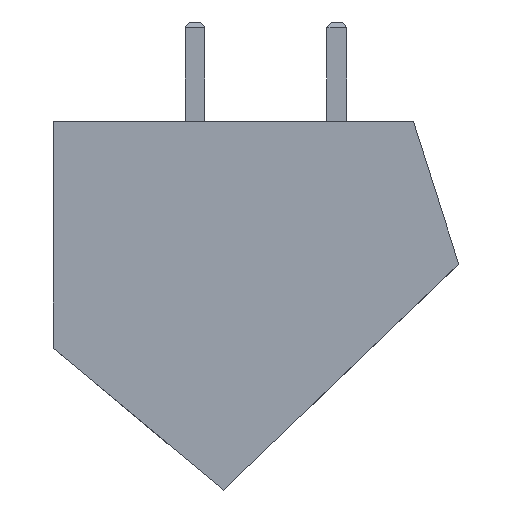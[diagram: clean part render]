
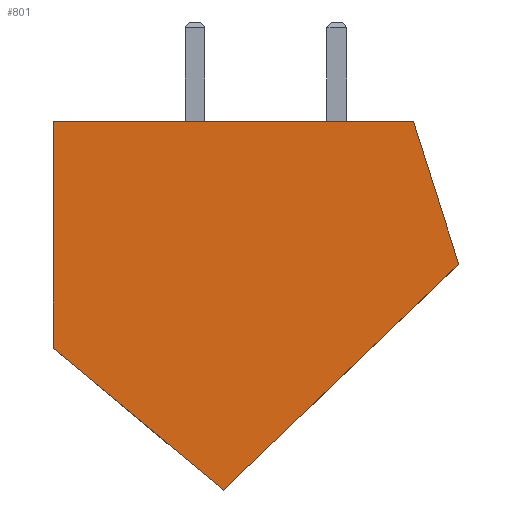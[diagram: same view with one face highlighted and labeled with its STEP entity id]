
A CAD part, left-side view. The second image highlights one B-rep face of the part: STEP entity #801.
In plain terms, the highlighted planar face has unit normal (-1, 0, 0).
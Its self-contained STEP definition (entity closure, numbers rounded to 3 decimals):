
#134 = VERTEX_POINT ( 'NONE', #527 ) ;
#175 = VERTEX_POINT ( 'NONE', #272 ) ;
#239 = ORIENTED_EDGE ( 'NONE', *, *, #325, .F. ) ;
#243 = LINE ( 'NONE', #1453, #782 ) ;
#272 = CARTESIAN_POINT ( 'NONE',  ( -2.5, 8., 6.35 ) ) ;
#321 = PLANE ( 'NONE',  #1568 ) ;
#325 = EDGE_CURVE ( 'NONE', #175, #1315, #243, .T. ) ;
#396 = CARTESIAN_POINT ( 'NONE',  ( -2.5, 5.04, -7.95 ) ) ;
#527 = CARTESIAN_POINT ( 'NONE',  ( -2.5, 5.04, -7.95 ) ) ;
#529 = EDGE_LOOP ( 'NONE', ( #239, #1471, #1441, #1297, #1629 ) ) ;
#554 = LINE ( 'NONE', #840, #1684 ) ;
#573 = FACE_OUTER_BOUND ( 'NONE', #529, .T. ) ;
#619 = EDGE_CURVE ( 'NONE', #1722, #134, #780, .T. ) ;
#780 = LINE ( 'NONE', #396, #1027 ) ;
#782 = VECTOR ( 'NONE', #903, 1000. ) ;
#801 = ADVANCED_FACE ( 'NONE', ( #573 ), #321, .T. ) ;
#825 = DIRECTION ( 'NONE',  ( 0., 0., 1. ) ) ;
#840 = CARTESIAN_POINT ( 'NONE',  ( -2.5, 0., 6.35 ) ) ;
#903 = DIRECTION ( 'NONE',  ( 0., -1., 0. ) ) ;
#932 = EDGE_CURVE ( 'NONE', #134, #1361, #1665, .T. ) ;
#986 = CARTESIAN_POINT ( 'NONE',  ( -2.5, 0., 6.35 ) ) ;
#1000 = CARTESIAN_POINT ( 'NONE',  ( -2.5, 13., 0.35 ) ) ;
#1027 = VECTOR ( 'NONE', #1601, 1000. ) ;
#1081 = CARTESIAN_POINT ( 'NONE',  ( -2.5, 13., 0.35 ) ) ;
#1083 = DIRECTION ( 'NONE',  ( 0., -0.64, 0.768 ) ) ;
#1096 = DIRECTION ( 'NONE',  ( 0., 0., -1. ) ) ;
#1101 = EDGE_CURVE ( 'NONE', #1361, #175, #1360, .T. ) ;
#1260 = VECTOR ( 'NONE', #1083, 1000. ) ;
#1297 = ORIENTED_EDGE ( 'NONE', *, *, #619, .F. ) ;
#1315 = VERTEX_POINT ( 'NONE', #986 ) ;
#1360 = LINE ( 'NONE', #1490, #1260 ) ;
#1361 = VERTEX_POINT ( 'NONE', #1081 ) ;
#1441 = ORIENTED_EDGE ( 'NONE', *, *, #932, .F. ) ;
#1453 = CARTESIAN_POINT ( 'NONE',  ( -2.5, 0., 6.35 ) ) ;
#1471 = ORIENTED_EDGE ( 'NONE', *, *, #1101, .F. ) ;
#1490 = CARTESIAN_POINT ( 'NONE',  ( -2.5, 8., 6.35 ) ) ;
#1512 = CARTESIAN_POINT ( 'NONE',  ( -2.5, 0., -6.35 ) ) ;
#1564 = DIRECTION ( 'NONE',  ( 0., 0.692, 0.722 ) ) ;
#1568 = AXIS2_PLACEMENT_3D ( 'NONE', #1649, #1634, #825 ) ;
#1601 = DIRECTION ( 'NONE',  ( 0., 0.953, -0.303 ) ) ;
#1629 = ORIENTED_EDGE ( 'NONE', *, *, #1630, .F. ) ;
#1630 = EDGE_CURVE ( 'NONE', #1315, #1722, #554, .T. ) ;
#1634 = DIRECTION ( 'NONE',  ( -1., 0., 0. ) ) ;
#1649 = CARTESIAN_POINT ( 'NONE',  ( -2.5, 0., 0. ) ) ;
#1654 = VECTOR ( 'NONE', #1564, 1000. ) ;
#1665 = LINE ( 'NONE', #1000, #1654 ) ;
#1684 = VECTOR ( 'NONE', #1096, 1000. ) ;
#1722 = VERTEX_POINT ( 'NONE', #1512 ) ;
